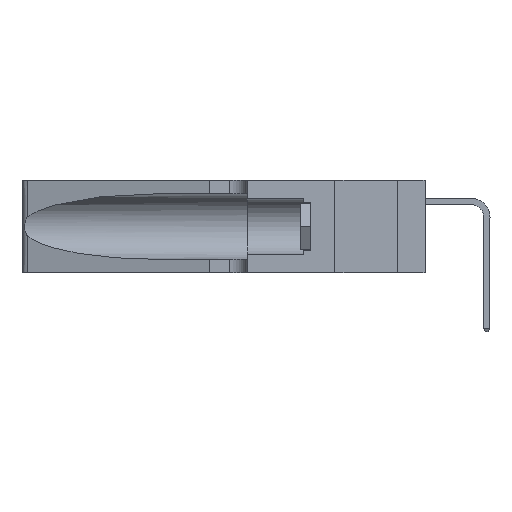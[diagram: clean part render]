
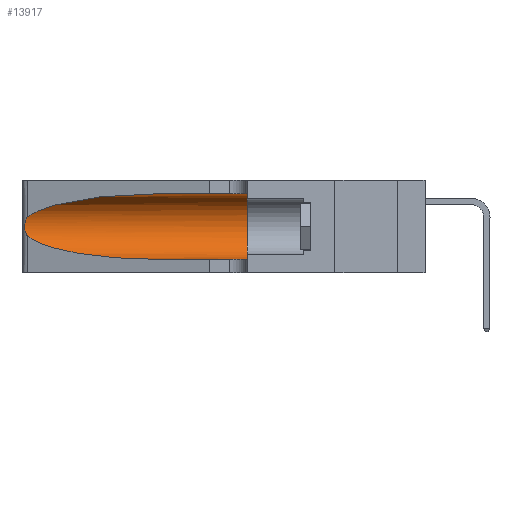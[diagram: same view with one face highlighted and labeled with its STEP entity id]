
A CAD part, left-side view. The second image highlights one B-rep face of the part: STEP entity #13917.
In plain terms, the highlighted cylindrical face has radius 3.308 mm (diameter 6.617 mm), a partial arc.
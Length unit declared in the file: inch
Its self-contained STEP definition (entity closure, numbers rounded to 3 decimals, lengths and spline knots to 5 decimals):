
#1618 = CARTESIAN_POINT ( 'NONE',  ( 0.25856, 1.23593, 0.16098 ) ) ;
#1957 = DIRECTION ( 'NONE',  ( 0., -1., 0. ) ) ;
#2306 = ORIENTED_EDGE ( 'NONE', *, *, #4536, .T. ) ;
#2868 = CARTESIAN_POINT ( 'NONE',  ( 0.2373, 1.15595, 0.08982 ) ) ;
#3384 = DIRECTION ( 'NONE',  ( 0., -1., 0. ) ) ;
#3485 = DIRECTION ( 'NONE',  ( 0., -1., 0. ) ) ;
#4283 = VERTEX_POINT ( 'NONE', #23982 ) ;
#4536 = EDGE_CURVE ( 'NONE', #27028, #4283, #4714, .T. ) ;
#4650 = CARTESIAN_POINT ( 'NONE',  ( 0.25639, 1.23186, 0.15144 ) ) ;
#4714 =( BOUNDED_CURVE ( )  B_SPLINE_CURVE ( 3, ( #10439, #28221, #13442, #34096 ),
 .UNSPECIFIED., .F., .F. ) 
 B_SPLINE_CURVE_WITH_KNOTS ( ( 4, 4 ),
 ( 1.5708, 2.84003 ),
 .UNSPECIFIED. ) 
 CURVE ( )  GEOMETRIC_REPRESENTATION_ITEM ( )  RATIONAL_B_SPLINE_CURVE ( ( 1., 0.87, 0.87, 1. ) ) 
 REPRESENTATION_ITEM ( '' )  );
#5715 = CARTESIAN_POINT ( 'NONE',  ( 0.1305, 0.35, 0.31525 ) ) ;
#5944 = CARTESIAN_POINT ( 'NONE',  ( 0.18966, 0.96281, 0.05475 ) ) ;
#6563 = EDGE_CURVE ( 'NONE', #27294, #28311, #29411, .T. ) ;
#7718 = CARTESIAN_POINT ( 'NONE',  ( 0.25487, 1.22718, 0.14631 ) ) ;
#7929 = AXIS2_PLACEMENT_3D ( 'NONE', #15478, #3485, #33134 ) ;
#8361 = ORIENTED_EDGE ( 'NONE', *, *, #16348, .F. ) ;
#9119 = LINE ( 'NONE', #24323, #24017 ) ;
#9803 = ORIENTED_EDGE ( 'NONE', *, *, #28245, .T. ) ;
#10110 = DIRECTION ( 'NONE',  ( 0., 1., 0. ) ) ;
#10439 = CARTESIAN_POINT ( 'NONE',  ( 0.1305, 0.72297, 0.31525 ) ) ;
#10625 = CARTESIAN_POINT ( 'NONE',  ( 0.25639, 1.23184, 0.21858 ) ) ;
#13442 = CARTESIAN_POINT ( 'NONE',  ( 0.2373, 1.15595, 0.28018 ) ) ;
#13616 = CARTESIAN_POINT ( 'NONE',  ( 0.25854, 1.2359, 0.20912 ) ) ;
#13774 = AXIS2_PLACEMENT_3D ( 'NONE', #27882, #10110, #30852 ) ;
#13917 = ADVANCED_FACE ( 'NONE', ( #23151 ), #22222, .F. ) ;
#15011 = CARTESIAN_POINT ( 'NONE',  ( 0.25487, 1.22718, 0.14631 ) ) ;
#15478 = CARTESIAN_POINT ( 'NONE',  ( 0.1305, 1.61858, 0.185 ) ) ;
#15595 = EDGE_CURVE ( 'NONE', #4283, #27294, #32519, .T. ) ;
#16348 = EDGE_CURVE ( 'NONE', #27028, #24016, #17866, .T. ) ;
#16505 = CARTESIAN_POINT ( 'NONE',  ( 0.25487, 1.22718, 0.22369 ) ) ;
#16639 = CARTESIAN_POINT ( 'NONE',  ( 0.26075, 1.23896, 0.19203 ) ) ;
#16994 = CARTESIAN_POINT ( 'NONE',  ( 0.1305, 1.61858, 0.31525 ) ) ;
#17792 = ORIENTED_EDGE ( 'NONE', *, *, #28998, .F. ) ;
#17866 = LINE ( 'NONE', #16994, #24771 ) ;
#18070 = CARTESIAN_POINT ( 'NONE',  ( 0.1305, 0.72297, 0.05475 ) ) ;
#19404 = CARTESIAN_POINT ( 'NONE',  ( 0.1305, 0.72297, 0.31525 ) ) ;
#19644 = CARTESIAN_POINT ( 'NONE',  ( 0.26017, 1.23833, 0.17102 ) ) ;
#22222 = CYLINDRICAL_SURFACE ( 'NONE', #7929, 0.13025 ) ;
#22475 = CARTESIAN_POINT ( 'NONE',  ( 0.25555, 1.22994, 0.2215 ) ) ;
#22605 = CARTESIAN_POINT ( 'NONE',  ( 0.25789, 1.23486, 0.15765 ) ) ;
#23151 = FACE_OUTER_BOUND ( 'NONE', #29644, .T. ) ;
#23982 = CARTESIAN_POINT ( 'NONE',  ( 0.25487, 1.22718, 0.22369 ) ) ;
#24016 = VERTEX_POINT ( 'NONE', #5715 ) ;
#24017 = VECTOR ( 'NONE', #3384, 39.37008 ) ;
#24323 = CARTESIAN_POINT ( 'NONE',  ( 0.1305, 1.61858, 0.05475 ) ) ;
#24771 = VECTOR ( 'NONE', #1957, 39.37008 ) ;
#25565 = CARTESIAN_POINT ( 'NONE',  ( 0.25555, 1.22993, 0.14849 ) ) ;
#26332 = CARTESIAN_POINT ( 'NONE',  ( 0.25487, 1.22718, 0.14631 ) ) ;
#27028 = VERTEX_POINT ( 'NONE', #19404 ) ;
#27294 = VERTEX_POINT ( 'NONE', #26332 ) ;
#27882 = CARTESIAN_POINT ( 'NONE',  ( 0.1305, 0.35, 0.185 ) ) ;
#28221 = CARTESIAN_POINT ( 'NONE',  ( 0.18966, 0.96281, 0.31525 ) ) ;
#28245 = EDGE_CURVE ( 'NONE', #28311, #28798, #9119, .T. ) ;
#28311 = VERTEX_POINT ( 'NONE', #36344 ) ;
#28798 = VERTEX_POINT ( 'NONE', #35681 ) ;
#28998 = EDGE_CURVE ( 'NONE', #24016, #28798, #35856, .T. ) ;
#29411 =( BOUNDED_CURVE ( )  B_SPLINE_CURVE ( 3, ( #15011, #2868, #5944, #18070 ),
 .UNSPECIFIED., .F., .F. ) 
 B_SPLINE_CURVE_WITH_KNOTS ( ( 4, 4 ),
 ( 3.44316, 4.71239 ),
 .UNSPECIFIED. ) 
 CURVE ( )  GEOMETRIC_REPRESENTATION_ITEM ( )  RATIONAL_B_SPLINE_CURVE ( ( 1., 0.87, 0.87, 1. ) ) 
 REPRESENTATION_ITEM ( '' )  );
#29644 = EDGE_LOOP ( 'NONE', ( #2306, #36319, #33503, #9803, #17792, #8361 ) ) ;
#30852 = DIRECTION ( 'NONE',  ( 0., 0., 1. ) ) ;
#31355 = CARTESIAN_POINT ( 'NONE',  ( 0.25787, 1.23484, 0.2124 ) ) ;
#32519 = B_SPLINE_CURVE_WITH_KNOTS ( 'NONE', 3,
 ( #16505, #22475, #10625, #31355, #13616, #34270, #16639, #37182, #19644, #1618, #22605, #4650, #25565, #7718 ),
 .UNSPECIFIED., .F., .F.,
 ( 4, 2, 2, 2, 2, 2, 4 ),
 ( 0., 0.00027, 0.00053, 0.00107, 0.0016, 0.00187, 0.00214 ),
 .UNSPECIFIED. ) ;
#33134 = DIRECTION ( 'NONE',  ( 0., 0., -1. ) ) ;
#33503 = ORIENTED_EDGE ( 'NONE', *, *, #6563, .T. ) ;
#34096 = CARTESIAN_POINT ( 'NONE',  ( 0.25487, 1.22718, 0.22369 ) ) ;
#34270 = CARTESIAN_POINT ( 'NONE',  ( 0.26018, 1.23835, 0.19895 ) ) ;
#35681 = CARTESIAN_POINT ( 'NONE',  ( 0.1305, 0.35, 0.05475 ) ) ;
#35856 = CIRCLE ( 'NONE', #13774, 0.13025 ) ;
#36319 = ORIENTED_EDGE ( 'NONE', *, *, #15595, .T. ) ;
#36344 = CARTESIAN_POINT ( 'NONE',  ( 0.1305, 0.72297, 0.05475 ) ) ;
#37182 = CARTESIAN_POINT ( 'NONE',  ( 0.26075, 1.23896, 0.178 ) ) ;
